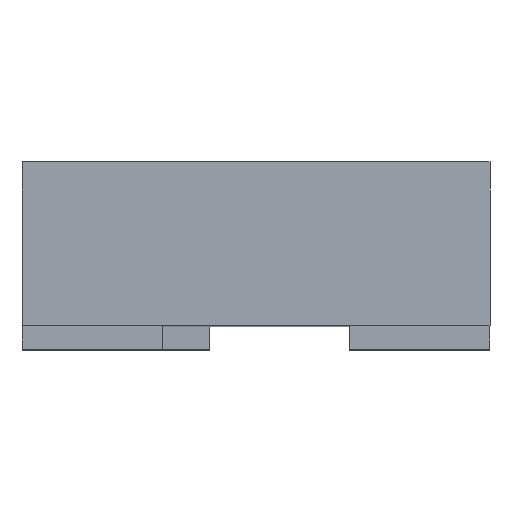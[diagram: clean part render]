
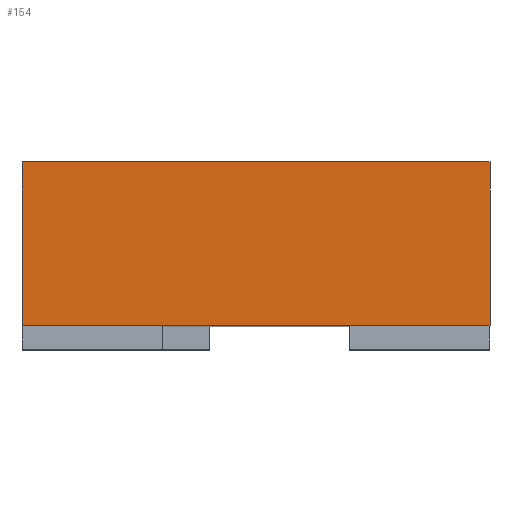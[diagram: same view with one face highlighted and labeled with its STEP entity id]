
A CAD part, top view. The second image highlights one B-rep face of the part: STEP entity #154.
In plain terms, the highlighted planar face has unit normal (0, 0, 1).
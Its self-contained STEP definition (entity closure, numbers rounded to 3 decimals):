
#154 = ADVANCED_FACE ( 'NONE', ( #2634 ), #2412, .F. ) ;
#466 = ORIENTED_EDGE ( 'NONE', *, *, #1527, .F. ) ;
#487 = LINE ( 'NONE', #2457, #1795 ) ;
#496 = ORIENTED_EDGE ( 'NONE', *, *, #2564, .F. ) ;
#517 = VECTOR ( 'NONE', #650, 1000. ) ;
#545 = DIRECTION ( 'NONE',  ( 0., 1., 0. ) ) ;
#576 = LINE ( 'NONE', #2746, #2749 ) ;
#650 = DIRECTION ( 'NONE',  ( 0., -1., 0. ) ) ;
#705 = CARTESIAN_POINT ( 'NONE',  ( -0.5, 2.52, 0.7 ) ) ;
#776 = VECTOR ( 'NONE', #2728, 1000. ) ;
#880 = VERTEX_POINT ( 'NONE', #2107 ) ;
#893 = LINE ( 'NONE', #2626, #776 ) ;
#1082 = CARTESIAN_POINT ( 'NONE',  ( 0.5, 0.05, 0.7 ) ) ;
#1086 = DIRECTION ( 'NONE',  ( -1., 0., 0. ) ) ;
#1136 = VERTEX_POINT ( 'NONE', #1082 ) ;
#1338 = VERTEX_POINT ( 'NONE', #2541 ) ;
#1372 = EDGE_CURVE ( 'NONE', #1338, #2379, #576, .T. ) ;
#1527 = EDGE_CURVE ( 'NONE', #1136, #1338, #893, .T. ) ;
#1534 = AXIS2_PLACEMENT_3D ( 'NONE', #705, #1547, #1086 ) ;
#1547 = DIRECTION ( 'NONE',  ( 0., 0., -1. ) ) ;
#1603 = ORIENTED_EDGE ( 'NONE', *, *, #1372, .F. ) ;
#1677 = CARTESIAN_POINT ( 'NONE',  ( -0.5, 0.4, 0.7 ) ) ;
#1749 = EDGE_CURVE ( 'NONE', #880, #1136, #2370, .T. ) ;
#1795 = VECTOR ( 'NONE', #2825, 1000. ) ;
#1813 = ORIENTED_EDGE ( 'NONE', *, *, #1749, .F. ) ;
#2107 = CARTESIAN_POINT ( 'NONE',  ( 0.5, 0.4, 0.7 ) ) ;
#2265 = EDGE_LOOP ( 'NONE', ( #1603, #466, #1813, #496 ) ) ;
#2370 = LINE ( 'NONE', #2620, #517 ) ;
#2379 = VERTEX_POINT ( 'NONE', #1677 ) ;
#2412 = PLANE ( 'NONE',  #1534 ) ;
#2457 = CARTESIAN_POINT ( 'NONE',  ( 0., 0.4, 0.7 ) ) ;
#2541 = CARTESIAN_POINT ( 'NONE',  ( -0.5, 0.05, 0.7 ) ) ;
#2564 = EDGE_CURVE ( 'NONE', #2379, #880, #487, .T. ) ;
#2620 = CARTESIAN_POINT ( 'NONE',  ( 0.5, 2.52, 0.7 ) ) ;
#2626 = CARTESIAN_POINT ( 'NONE',  ( -0.5, 0.05, 0.7 ) ) ;
#2634 = FACE_OUTER_BOUND ( 'NONE', #2265, .T. ) ;
#2728 = DIRECTION ( 'NONE',  ( -1., 0., 0. ) ) ;
#2746 = CARTESIAN_POINT ( 'NONE',  ( -0.5, 2.52, 0.7 ) ) ;
#2749 = VECTOR ( 'NONE', #545, 1000. ) ;
#2825 = DIRECTION ( 'NONE',  ( 1., 0., 0. ) ) ;
